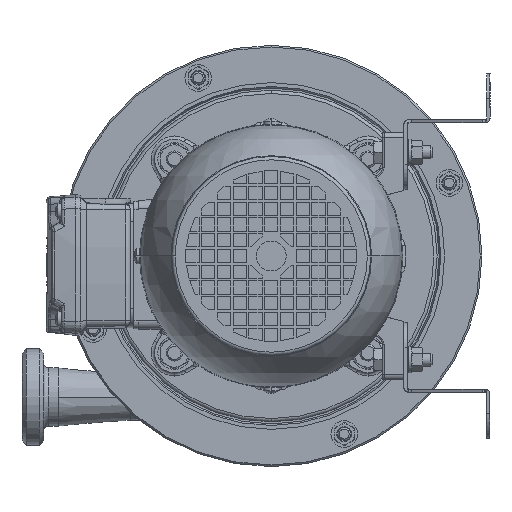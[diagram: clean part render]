
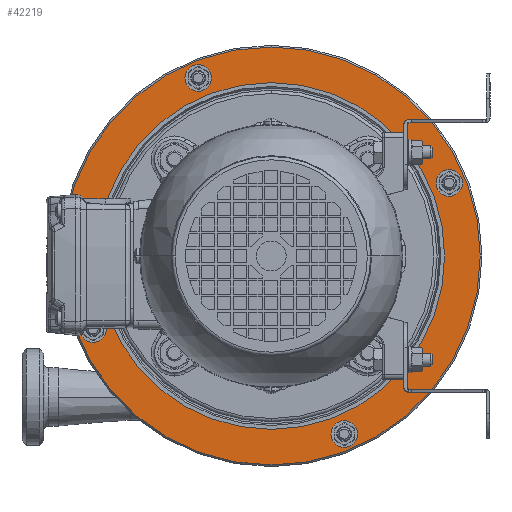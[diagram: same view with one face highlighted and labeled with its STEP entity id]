
A CAD part, left-side view. The second image highlights one B-rep face of the part: STEP entity #42219.
In plain terms, the highlighted face is planar.
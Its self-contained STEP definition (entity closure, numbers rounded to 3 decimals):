
#649 = EDGE_LOOP ( 'NONE', ( #18973, #6204 ) ) ;
#918 = VERTEX_POINT ( 'NONE', #67292 ) ;
#1058 = CIRCLE ( 'NONE', #6931, 126. ) ;
#1325 = AXIS2_PLACEMENT_3D ( 'NONE', #11156, #49992, #16729 ) ;
#1369 = DIRECTION ( 'NONE',  ( -1., 0., 0. ) ) ;
#2182 = EDGE_CURVE ( 'NONE', #47951, #918, #34593, .T. ) ;
#2192 = AXIS2_PLACEMENT_3D ( 'NONE', #18890, #57778, #24494 ) ;
#2938 = FACE_BOUND ( 'NONE', #50173, .T. ) ;
#3596 = EDGE_CURVE ( 'NONE', #29669, #16005, #3918, .T. ) ;
#3918 = CIRCLE ( 'NONE', #34334, 64.2 ) ;
#4670 = FACE_BOUND ( 'NONE', #649, .T. ) ;
#5340 = CIRCLE ( 'NONE', #41167, 5. ) ;
#6204 = ORIENTED_EDGE ( 'NONE', *, *, #10796, .F. ) ;
#6931 = AXIS2_PLACEMENT_3D ( 'NONE', #68028, #34712, #1369 ) ;
#8610 = CIRCLE ( 'NONE', #56465, 5. ) ;
#9279 = CARTESIAN_POINT ( 'NONE',  ( 0., 0., 1. ) ) ;
#9975 = CIRCLE ( 'NONE', #68692, 5. ) ;
#10119 = CARTESIAN_POINT ( 'NONE',  ( 107.324, -44.017, 1. ) ) ;
#10796 = EDGE_CURVE ( 'NONE', #22727, #48818, #11638, .T. ) ;
#11097 = AXIS2_PLACEMENT_3D ( 'NONE', #19788, #25402, #64302 ) ;
#11156 = CARTESIAN_POINT ( 'NONE',  ( 107.324, -44.017, 1. ) ) ;
#11638 = CIRCLE ( 'NONE', #56588, 5. ) ;
#12865 = AXIS2_PLACEMENT_3D ( 'NONE', #18703, #57599, #24303 ) ;
#13528 = AXIS2_PLACEMENT_3D ( 'NONE', #28745, #67642, #34311 ) ;
#13954 = CIRCLE ( 'NONE', #67124, 5. ) ;
#14056 = EDGE_LOOP ( 'NONE', ( #29542, #69466 ) ) ;
#14517 = EDGE_LOOP ( 'NONE', ( #22287, #28694 ) ) ;
#14604 = CARTESIAN_POINT ( 'NONE',  ( -102.324, 44.017, 1. ) ) ;
#14863 = DIRECTION ( 'NONE',  ( -1., 0., 0. ) ) ;
#15085 = ORIENTED_EDGE ( 'NONE', *, *, #51514, .T. ) ;
#15694 = DIRECTION ( 'NONE',  ( -1., 0., 0. ) ) ;
#16005 = VERTEX_POINT ( 'NONE', #18135 ) ;
#16729 = DIRECTION ( 'NONE',  ( -1., 0., 0. ) ) ;
#16922 = DIRECTION ( 'NONE',  ( 0., 0., -1. ) ) ;
#17097 = VERTEX_POINT ( 'NONE', #28968 ) ;
#17461 = DIRECTION ( 'NONE',  ( 0., 0., -1. ) ) ;
#17749 = FACE_BOUND ( 'NONE', #14056, .T. ) ;
#18067 = ORIENTED_EDGE ( 'NONE', *, *, #27830, .F. ) ;
#18135 = CARTESIAN_POINT ( 'NONE',  ( 64.2, 0., 1. ) ) ;
#18703 = CARTESIAN_POINT ( 'NONE',  ( 0., 0., 1. ) ) ;
#18890 = CARTESIAN_POINT ( 'NONE',  ( -107.324, 44.017, 1. ) ) ;
#18973 = ORIENTED_EDGE ( 'NONE', *, *, #37984, .F. ) ;
#19498 = FACE_OUTER_BOUND ( 'NONE', #64161, .T. ) ;
#19788 = CARTESIAN_POINT ( 'NONE',  ( 0., 0., 1. ) ) ;
#19924 = CARTESIAN_POINT ( 'NONE',  ( 112.324, -44.017, 1. ) ) ;
#20492 = DIRECTION ( 'NONE',  ( 0., 0., -1. ) ) ;
#22287 = ORIENTED_EDGE ( 'NONE', *, *, #56862, .F. ) ;
#22727 = VERTEX_POINT ( 'NONE', #54666 ) ;
#24303 = DIRECTION ( 'NONE',  ( -1., 0., 0. ) ) ;
#24494 = DIRECTION ( 'NONE',  ( -1., 0., 0. ) ) ;
#24803 = AXIS2_PLACEMENT_3D ( 'NONE', #50758, #17461, #56399 ) ;
#25402 = DIRECTION ( 'NONE',  ( 0., 0., -1. ) ) ;
#26872 = VERTEX_POINT ( 'NONE', #36312 ) ;
#27254 = EDGE_CURVE ( 'NONE', #16005, #29669, #38225, .T. ) ;
#27830 = EDGE_CURVE ( 'NONE', #69471, #26872, #8610, .T. ) ;
#28694 = ORIENTED_EDGE ( 'NONE', *, *, #35166, .F. ) ;
#28745 = CARTESIAN_POINT ( 'NONE',  ( 0., 0., 1. ) ) ;
#28968 = CARTESIAN_POINT ( 'NONE',  ( 49.017, 107.324, 1. ) ) ;
#29542 = ORIENTED_EDGE ( 'NONE', *, *, #39911, .F. ) ;
#29669 = VERTEX_POINT ( 'NONE', #69593 ) ;
#32543 = FACE_BOUND ( 'NONE', #14517, .T. ) ;
#32990 = CARTESIAN_POINT ( 'NONE',  ( -44.017, -107.324, 1. ) ) ;
#33168 = DIRECTION ( 'NONE',  ( 0., 0., -1. ) ) ;
#33227 = EDGE_LOOP ( 'NONE', ( #18067, #44226 ) ) ;
#33554 = EDGE_CURVE ( 'NONE', #26872, #69471, #60141, .T. ) ;
#34291 = FACE_BOUND ( 'NONE', #33227, .T. ) ;
#34311 = DIRECTION ( 'NONE',  ( -1., 0., 0. ) ) ;
#34334 = AXIS2_PLACEMENT_3D ( 'NONE', #9279, #48109, #14863 ) ;
#34593 = CIRCLE ( 'NONE', #12865, 126. ) ;
#34712 = DIRECTION ( 'NONE',  ( 0., 0., -1. ) ) ;
#35166 = EDGE_CURVE ( 'NONE', #47736, #41224, #45842, .T. ) ;
#36312 = CARTESIAN_POINT ( 'NONE',  ( -112.324, 44.017, 1. ) ) ;
#36332 = PLANE ( 'NONE',  #11097 ) ;
#36407 = ORIENTED_EDGE ( 'NONE', *, *, #2182, .T. ) ;
#37984 = EDGE_CURVE ( 'NONE', #48818, #22727, #51573, .T. ) ;
#38225 = CIRCLE ( 'NONE', #13528, 64.2 ) ;
#38555 = DIRECTION ( 'NONE',  ( -1., 0., 0. ) ) ;
#39911 = EDGE_CURVE ( 'NONE', #17097, #41037, #5340, .T. ) ;
#41037 = VERTEX_POINT ( 'NONE', #61083 ) ;
#41167 = AXIS2_PLACEMENT_3D ( 'NONE', #50203, #16922, #55828 ) ;
#41224 = VERTEX_POINT ( 'NONE', #19924 ) ;
#42219 = ADVANCED_FACE ( 'NONE', ( #19498, #4670, #32543, #34291, #17749, #2938 ), #36332, .T. ) ;
#44226 = ORIENTED_EDGE ( 'NONE', *, *, #33554, .F. ) ;
#45842 = CIRCLE ( 'NONE', #1325, 5. ) ;
#47736 = VERTEX_POINT ( 'NONE', #52384 ) ;
#47951 = VERTEX_POINT ( 'NONE', #49142 ) ;
#48109 = DIRECTION ( 'NONE',  ( 0., 0., -1. ) ) ;
#48818 = VERTEX_POINT ( 'NONE', #51964 ) ;
#48938 = DIRECTION ( 'NONE',  ( 0., 0., -1. ) ) ;
#49142 = CARTESIAN_POINT ( 'NONE',  ( 126., 0., 1. ) ) ;
#49992 = DIRECTION ( 'NONE',  ( 0., 0., -1. ) ) ;
#50173 = EDGE_LOOP ( 'NONE', ( #51766, #60732 ) ) ;
#50203 = CARTESIAN_POINT ( 'NONE',  ( 44.017, 107.324, 1. ) ) ;
#50758 = CARTESIAN_POINT ( 'NONE',  ( -44.017, -107.324, 1. ) ) ;
#51514 = EDGE_CURVE ( 'NONE', #918, #47951, #1058, .T. ) ;
#51573 = CIRCLE ( 'NONE', #24803, 5. ) ;
#51766 = ORIENTED_EDGE ( 'NONE', *, *, #3596, .F. ) ;
#51964 = CARTESIAN_POINT ( 'NONE',  ( -39.017, -107.324, 1. ) ) ;
#52384 = CARTESIAN_POINT ( 'NONE',  ( 102.324, -44.017, 1. ) ) ;
#53038 = EDGE_CURVE ( 'NONE', #41037, #17097, #13954, .T. ) ;
#53781 = CARTESIAN_POINT ( 'NONE',  ( 44.017, 107.324, 1. ) ) ;
#54666 = CARTESIAN_POINT ( 'NONE',  ( -49.017, -107.324, 1. ) ) ;
#55828 = DIRECTION ( 'NONE',  ( -1., 0., 0. ) ) ;
#56399 = DIRECTION ( 'NONE',  ( -1., 0., 0. ) ) ;
#56465 = AXIS2_PLACEMENT_3D ( 'NONE', #66485, #33168, #72059 ) ;
#56588 = AXIS2_PLACEMENT_3D ( 'NONE', #32990, #71874, #38555 ) ;
#56862 = EDGE_CURVE ( 'NONE', #41224, #47736, #9975, .T. ) ;
#57599 = DIRECTION ( 'NONE',  ( 0., 0., -1. ) ) ;
#57778 = DIRECTION ( 'NONE',  ( 0., 0., -1. ) ) ;
#59390 = DIRECTION ( 'NONE',  ( -1., 0., 0. ) ) ;
#60141 = CIRCLE ( 'NONE', #2192, 5. ) ;
#60732 = ORIENTED_EDGE ( 'NONE', *, *, #27254, .F. ) ;
#61083 = CARTESIAN_POINT ( 'NONE',  ( 39.017, 107.324, 1. ) ) ;
#64161 = EDGE_LOOP ( 'NONE', ( #36407, #15085 ) ) ;
#64302 = DIRECTION ( 'NONE',  ( -1., 0., 0. ) ) ;
#66485 = CARTESIAN_POINT ( 'NONE',  ( -107.324, 44.017, 1. ) ) ;
#67124 = AXIS2_PLACEMENT_3D ( 'NONE', #53781, #20492, #59390 ) ;
#67292 = CARTESIAN_POINT ( 'NONE',  ( -126., 0., 1. ) ) ;
#67642 = DIRECTION ( 'NONE',  ( 0., 0., -1. ) ) ;
#68028 = CARTESIAN_POINT ( 'NONE',  ( 0., 0., 1. ) ) ;
#68692 = AXIS2_PLACEMENT_3D ( 'NONE', #10119, #48938, #15694 ) ;
#69466 = ORIENTED_EDGE ( 'NONE', *, *, #53038, .F. ) ;
#69471 = VERTEX_POINT ( 'NONE', #14604 ) ;
#69593 = CARTESIAN_POINT ( 'NONE',  ( -64.2, 0., 1. ) ) ;
#71874 = DIRECTION ( 'NONE',  ( 0., 0., -1. ) ) ;
#72059 = DIRECTION ( 'NONE',  ( -1., 0., 0. ) ) ;
